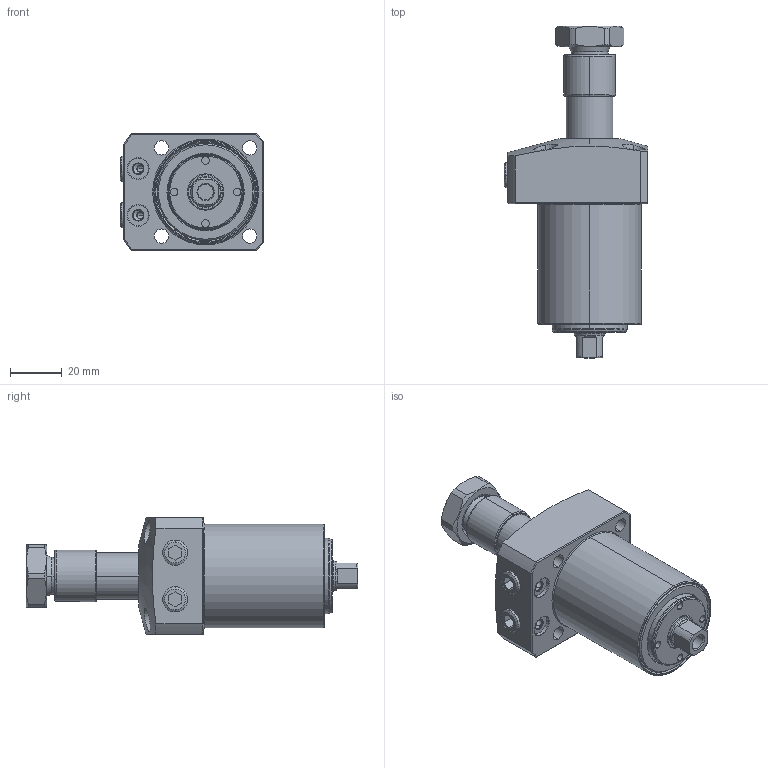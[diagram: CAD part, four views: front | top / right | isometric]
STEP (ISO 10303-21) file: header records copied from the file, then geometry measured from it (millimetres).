
FILE_DESCRIPTION (( 'STEP AP203' ), '1' );
FILE_NAME ('LHA0400-GLD_R01.STEP', '2018-12-15T05:40:43', ( '微软用户' ), ( '微软中国' ), 'SwSTEP 2.0', 'SolidWorks 2012', '' );
FILE_SCHEMA (( 'CONFIG_CONTROL_DESIGN' ));
Length unit declared in the file: millimetre
Products named in the file (8): LHA0400-槭暌滀S(蹬怮椔); LHA0400-咂衝椳紕_蹬怮椔); LHA0400-D菛巍; LHA0400-楓羔_DM); LHA0400-ů_; LHA0400-簸忣諍匏_; Rネジ1_8; LHA0400-GLD_R01
Assembly tree (8 placements, depth 2):
  LHA0400-GLD_R01
    LHA0400-槭暌滀S(蹬怮椔)
    LHA0400-咂衝椳紕_蹬怮椔)
    LHA0400-D菛巍
    LHA0400-楓羔_DM)
    LHA0400-ů_
    LHA0400-簸忣諍匏_
    Rネジ1_8  x2
Bounding box: 55.5 x 128 x 45 mm (x, y, z)
Volume: 127636.9 mm3; surface area: 29004.5 mm2
Topology: 8 solids, 8 shells, 281 faces, 667 edges, 420 vertices
Faces by surface type: cylinder 95, plane 91, cone 69, torus 24, sphere 2
Entity records: 9377 total; most frequent: CARTESIAN_POINT 2282, DIRECTION 1359, ORIENTED_EDGE 1262, EDGE_CURVE 631, AXIS2_PLACEMENT_3D 557, VERTEX_POINT 400, EDGE_LOOP 309, CIRCLE 280
